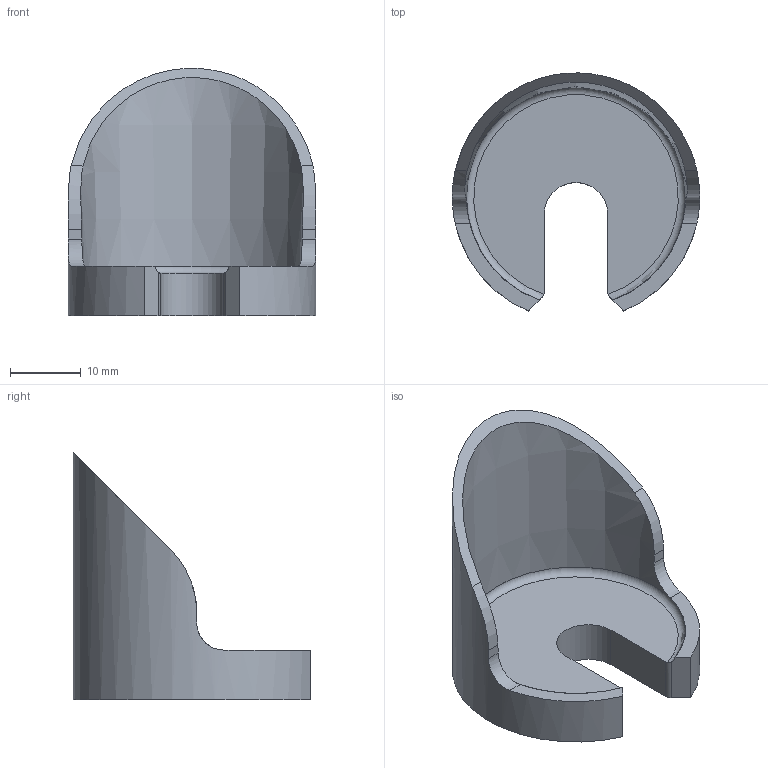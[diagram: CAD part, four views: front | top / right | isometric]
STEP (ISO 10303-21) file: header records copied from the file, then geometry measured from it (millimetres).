
FILE_DESCRIPTION (( 'STEP AP214' ), '1' );
FILE_NAME ('DR0002.STEP', '2013-06-10T19:41:41', ( '' ), ( '' ), 'SwSTEP 2.0', 'SolidWorks 2012', '' );
FILE_SCHEMA (( 'AUTOMOTIVE_DESIGN' ));
Length unit declared in the file: inch
Products named in the file (1): DR0002
Bounding box: 34.92 x 33.57 x 34.92 mm (x, y, z)
Volume: 6806.5 mm3; surface area: 4797.5 mm2
Topology: 1 solids, 1 shells, 21 faces, 57 edges, 38 vertices
Faces by surface type: plane 11, cylinder 8, cone 1, torus 1
Entity records: 822 total; most frequent: CARTESIAN_POINT 269, ORIENTED_EDGE 114, DIRECTION 98, EDGE_CURVE 57, VERTEX_POINT 38, AXIS2_PLACEMENT_3D 35, VECTOR 28, LINE 28
